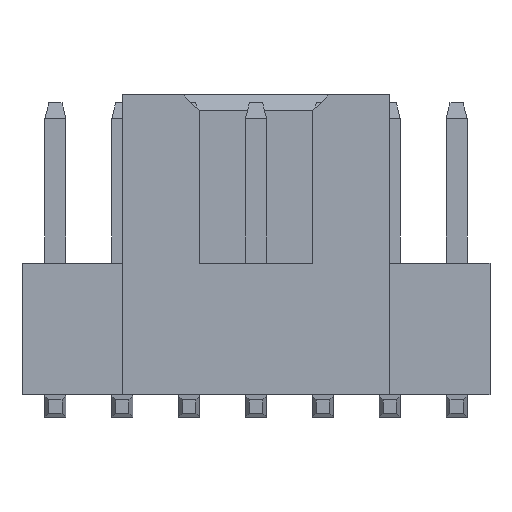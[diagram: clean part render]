
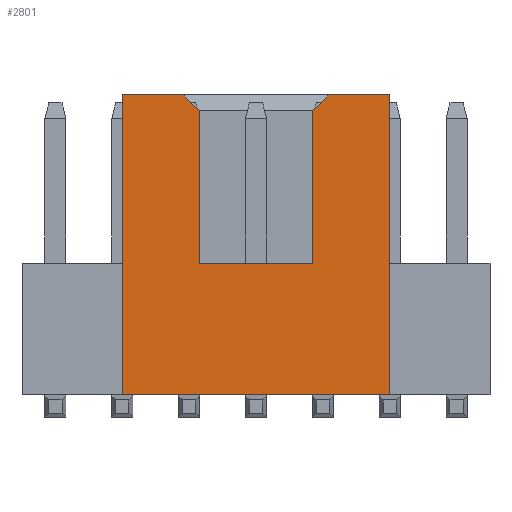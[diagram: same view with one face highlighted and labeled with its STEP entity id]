
A CAD part, front view. The second image highlights one B-rep face of the part: STEP entity #2801.
In plain terms, the highlighted face is planar.
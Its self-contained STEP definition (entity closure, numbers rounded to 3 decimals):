
#127=FACE_OUTER_BOUND('',#284,.T.);
#284=EDGE_LOOP('',(#1930,#1931,#1932,#1933,#1934,#1935,#1936,#1937,#1938,
#1939));
#491=LINE('',#3975,#876);
#492=LINE('',#3977,#877);
#493=LINE('',#3979,#878);
#494=LINE('',#3981,#879);
#495=LINE('',#3983,#880);
#496=LINE('',#3985,#881);
#497=LINE('',#3987,#882);
#498=LINE('',#3989,#883);
#499=LINE('',#3991,#884);
#500=LINE('',#3992,#885);
#876=VECTOR('',#3232,1000.);
#877=VECTOR('',#3233,1000.);
#878=VECTOR('',#3234,1000.);
#879=VECTOR('',#3235,1000.);
#880=VECTOR('',#3236,1000.);
#881=VECTOR('',#3237,1000.);
#882=VECTOR('',#3238,1000.);
#883=VECTOR('',#3239,1000.);
#884=VECTOR('',#3240,1000.);
#885=VECTOR('',#3241,1000.);
#1249=VERTEX_POINT('',#3973);
#1250=VERTEX_POINT('',#3974);
#1251=VERTEX_POINT('',#3976);
#1252=VERTEX_POINT('',#3978);
#1253=VERTEX_POINT('',#3980);
#1254=VERTEX_POINT('',#3982);
#1255=VERTEX_POINT('',#3984);
#1256=VERTEX_POINT('',#3986);
#1257=VERTEX_POINT('',#3988);
#1258=VERTEX_POINT('',#3990);
#1501=EDGE_CURVE('',#1249,#1250,#491,.T.);
#1502=EDGE_CURVE('',#1249,#1251,#492,.T.);
#1503=EDGE_CURVE('',#1251,#1252,#493,.T.);
#1504=EDGE_CURVE('',#1253,#1252,#494,.T.);
#1505=EDGE_CURVE('',#1254,#1253,#495,.T.);
#1506=EDGE_CURVE('',#1254,#1255,#496,.T.);
#1507=EDGE_CURVE('',#1256,#1255,#497,.T.);
#1508=EDGE_CURVE('',#1257,#1256,#498,.T.);
#1509=EDGE_CURVE('',#1258,#1257,#499,.T.);
#1510=EDGE_CURVE('',#1250,#1258,#500,.T.);
#1930=ORIENTED_EDGE('',*,*,#1501,.F.);
#1931=ORIENTED_EDGE('',*,*,#1502,.T.);
#1932=ORIENTED_EDGE('',*,*,#1503,.T.);
#1933=ORIENTED_EDGE('',*,*,#1504,.F.);
#1934=ORIENTED_EDGE('',*,*,#1505,.F.);
#1935=ORIENTED_EDGE('',*,*,#1506,.T.);
#1936=ORIENTED_EDGE('',*,*,#1507,.F.);
#1937=ORIENTED_EDGE('',*,*,#1508,.F.);
#1938=ORIENTED_EDGE('',*,*,#1509,.F.);
#1939=ORIENTED_EDGE('',*,*,#1510,.F.);
#2644=PLANE('',#2990);
#2801=ADVANCED_FACE('',(#127),#2644,.F.);
#2990=AXIS2_PLACEMENT_3D('',#3972,#3230,#3231);
#3230=DIRECTION('center_axis',(0.,0.,-1.));
#3231=DIRECTION('ref_axis',(-1.,0.,0.));
#3232=DIRECTION('',(0.707,-0.707,0.));
#3233=DIRECTION('',(-1.,0.,0.));
#3234=DIRECTION('',(0.,-1.,0.));
#3235=DIRECTION('',(-1.,0.,0.));
#3236=DIRECTION('',(0.,-1.,0.));
#3237=DIRECTION('',(-1.,0.,0.));
#3238=DIRECTION('',(0.707,0.707,0.));
#3239=DIRECTION('',(0.,1.,0.));
#3240=DIRECTION('',(1.,0.,0.));
#3241=DIRECTION('',(0.,-1.,0.));
#3972=CARTESIAN_POINT('Origin',(6.985,5.7,2.54));
#3973=CARTESIAN_POINT('',(3.065,5.7,2.54));
#3974=CARTESIAN_POINT('',(3.365,5.4,2.54));
#3975=CARTESIAN_POINT('',(5.025,3.74,2.54));
#3976=CARTESIAN_POINT('',(1.905,5.7,2.54));
#3977=CARTESIAN_POINT('',(6.985,5.7,2.54));
#3978=CARTESIAN_POINT('',(1.905,0.,2.54));
#3979=CARTESIAN_POINT('',(1.905,5.7,2.54));
#3980=CARTESIAN_POINT('',(6.985,0.,2.54));
#3981=CARTESIAN_POINT('',(6.985,0.,2.54));
#3982=CARTESIAN_POINT('',(6.985,5.7,2.54));
#3983=CARTESIAN_POINT('',(6.985,5.7,2.54));
#3984=CARTESIAN_POINT('',(5.825,5.7,2.54));
#3985=CARTESIAN_POINT('',(6.985,5.7,2.54));
#3986=CARTESIAN_POINT('',(5.525,5.4,2.54));
#3987=CARTESIAN_POINT('',(6.405,6.28,2.54));
#3988=CARTESIAN_POINT('',(5.525,2.5,2.54));
#3989=CARTESIAN_POINT('',(5.525,5.7,2.54));
#3990=CARTESIAN_POINT('',(3.365,2.5,2.54));
#3991=CARTESIAN_POINT('',(6.985,2.5,2.54));
#3992=CARTESIAN_POINT('',(3.365,5.7,2.54));
